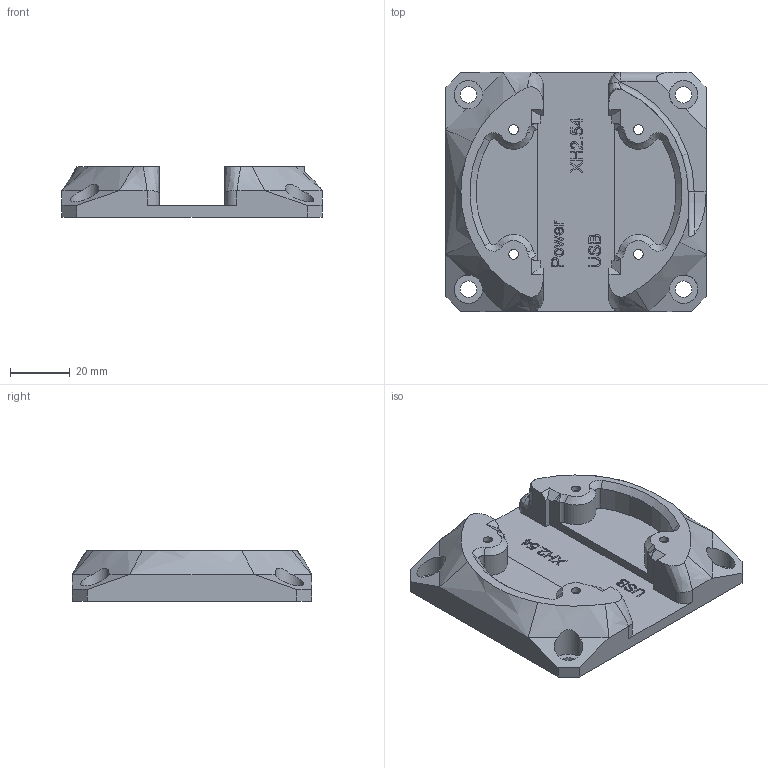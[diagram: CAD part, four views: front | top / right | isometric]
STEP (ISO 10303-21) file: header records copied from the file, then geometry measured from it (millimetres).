
FILE_DESCRIPTION(/* description */ (''),/* implementation_level */ '2;1');
FILE_NAME(/* name */ '07010_RPLIDAR_adapter v1.step',/* time_stamp */ '2024-03-14T23:18:40Z',/* author */ (''),/* organization */ (''),/* preprocessor_version */ 'ST-DEVELOPER v20',/* originating_system */ 'Autodesk Translation Framework v12.20.1.177',/* authorisation */ '');
FILE_SCHEMA (('AUTOMOTIVE_DESIGN { 1 0 10303 214 3 1 1 }'));
Length unit declared in the file: millimetre
Products named in the file (1): 07010_RPLIDAR_adapter
Bounding box: 87 x 80 x 17 mm (x, y, z)
Volume: 58533.6 mm3; surface area: 21972.6 mm2
Topology: 1 solids, 1 shells, 599 faces, 1622 edges, 1061 vertices
Faces by surface type: plane 272, bspline 259, cylinder 48, cone 18, torus 2
Full cylindrical faces by diameter (mm): 3.2 x4, 5.5 x4, 6.5 x4, 9.5 x4
Entity records: 21635 total; most frequent: CARTESIAN_POINT 8187, ORIENTED_EDGE 3236, DIRECTION 1920, EDGE_CURVE 1618, VERTEX_POINT 1061, LINE 976, VECTOR 976, EDGE_LOOP 655
